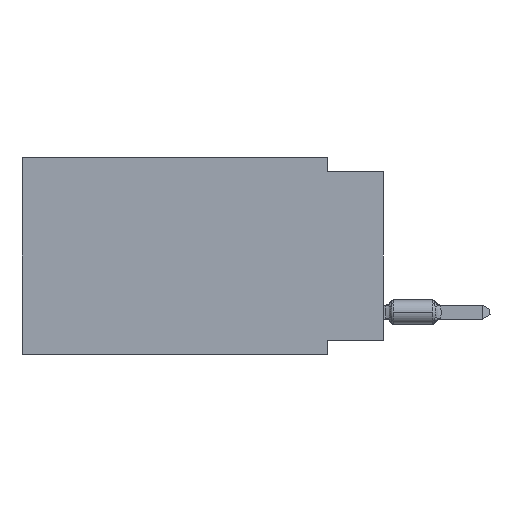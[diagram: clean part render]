
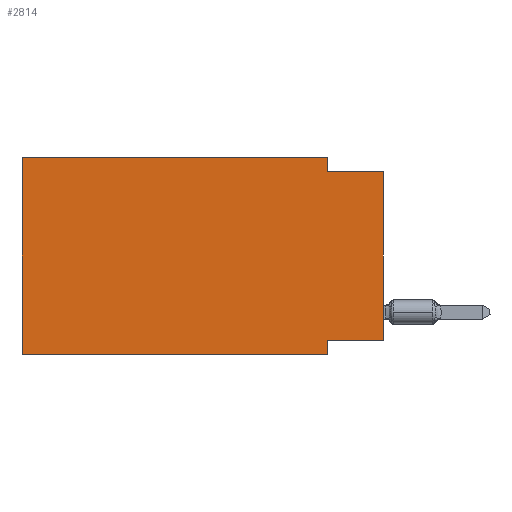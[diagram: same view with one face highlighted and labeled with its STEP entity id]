
A CAD part, left-side view. The second image highlights one B-rep face of the part: STEP entity #2814.
In plain terms, the highlighted planar face has unit normal (-1, 0, 0).
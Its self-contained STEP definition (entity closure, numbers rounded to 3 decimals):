
#1011 = EDGE_CURVE ( 'NONE', #25687, #10968, #34310, .T. ) ;
#1197 = CARTESIAN_POINT ( 'NONE',  ( 0., 0., -0.635 ) ) ;
#1332 = EDGE_CURVE ( 'NONE', #10968, #17785, #19796, .T. ) ;
#1561 = VECTOR ( 'NONE', #32806, 1000. ) ;
#1630 = VERTEX_POINT ( 'NONE', #10879 ) ;
#2320 = ORIENTED_EDGE ( 'NONE', *, *, #1011, .F. ) ;
#2609 = EDGE_LOOP ( 'NONE', ( #9092, #15672, #24883, #2320, #31403, #12634, #8391, #13493 ) ) ;
#2814 = ADVANCED_FACE ( 'NONE', ( #10477 ), #21313, .F. ) ;
#3379 = CARTESIAN_POINT ( 'NONE',  ( 0., 2.54, 0. ) ) ;
#3536 = EDGE_CURVE ( 'NONE', #14248, #21249, #23167, .T. ) ;
#3669 = VERTEX_POINT ( 'NONE', #5143 ) ;
#3773 = CARTESIAN_POINT ( 'NONE',  ( 0., 2.54, -8.89 ) ) ;
#3930 = CARTESIAN_POINT ( 'NONE',  ( 0., 16.383, -8.89 ) ) ;
#4788 = VECTOR ( 'NONE', #14946, 1000. ) ;
#5143 = CARTESIAN_POINT ( 'NONE',  ( 0., 0., -8.255 ) ) ;
#5307 = LINE ( 'NONE', #5997, #32838 ) ;
#5997 = CARTESIAN_POINT ( 'NONE',  ( 0., 0., 0. ) ) ;
#6926 = VECTOR ( 'NONE', #18926, 1000. ) ;
#7823 = VECTOR ( 'NONE', #24707, 1000. ) ;
#8067 = EDGE_CURVE ( 'NONE', #3669, #14248, #18624, .T. ) ;
#8267 = LINE ( 'NONE', #29395, #6926 ) ;
#8391 = ORIENTED_EDGE ( 'NONE', *, *, #3536, .F. ) ;
#8786 = CARTESIAN_POINT ( 'NONE',  ( 0., 2.54, -0.635 ) ) ;
#9092 = ORIENTED_EDGE ( 'NONE', *, *, #27901, .T. ) ;
#9152 = DIRECTION ( 'NONE',  ( 0., 0., 1. ) ) ;
#10227 = DIRECTION ( 'NONE',  ( 0., -1., 0. ) ) ;
#10477 = FACE_OUTER_BOUND ( 'NONE', #2609, .T. ) ;
#10879 = CARTESIAN_POINT ( 'NONE',  ( 0., 16.383, -8.89 ) ) ;
#10968 = VERTEX_POINT ( 'NONE', #11678 ) ;
#11678 = CARTESIAN_POINT ( 'NONE',  ( 0., 2.54, 0. ) ) ;
#12634 = ORIENTED_EDGE ( 'NONE', *, *, #30953, .T. ) ;
#13493 = ORIENTED_EDGE ( 'NONE', *, *, #8067, .F. ) ;
#13955 = DIRECTION ( 'NONE',  ( 0., 0., -1. ) ) ;
#14248 = VERTEX_POINT ( 'NONE', #22224 ) ;
#14946 = DIRECTION ( 'NONE',  ( 0., 0., -1. ) ) ;
#15672 = ORIENTED_EDGE ( 'NONE', *, *, #32688, .F. ) ;
#15881 = DIRECTION ( 'NONE',  ( 1., 0., 0. ) ) ;
#16239 = CARTESIAN_POINT ( 'NONE',  ( 0., 16.383, 0. ) ) ;
#17217 = LINE ( 'NONE', #3930, #22129 ) ;
#17785 = VERTEX_POINT ( 'NONE', #8786 ) ;
#18475 = VERTEX_POINT ( 'NONE', #21485 ) ;
#18624 = LINE ( 'NONE', #26661, #31802 ) ;
#18794 = DIRECTION ( 'NONE',  ( 0., 1., 0. ) ) ;
#18926 = DIRECTION ( 'NONE',  ( 0., 0., 1. ) ) ;
#19487 = DIRECTION ( 'NONE',  ( 0., -1., 0. ) ) ;
#19796 = LINE ( 'NONE', #3379, #7823 ) ;
#21249 = VERTEX_POINT ( 'NONE', #3773 ) ;
#21313 = PLANE ( 'NONE',  #22950 ) ;
#21485 = CARTESIAN_POINT ( 'NONE',  ( 0., 0., -0.635 ) ) ;
#22129 = VECTOR ( 'NONE', #19487, 1000. ) ;
#22224 = CARTESIAN_POINT ( 'NONE',  ( 0., 2.54, -8.255 ) ) ;
#22335 = LINE ( 'NONE', #1197, #1561 ) ;
#22950 = AXIS2_PLACEMENT_3D ( 'NONE', #16239, #15881, #13955 ) ;
#23167 = LINE ( 'NONE', #33802, #4788 ) ;
#24093 = EDGE_CURVE ( 'NONE', #1630, #25687, #8267, .T. ) ;
#24307 = CARTESIAN_POINT ( 'NONE',  ( 0., 16.383, 0. ) ) ;
#24707 = DIRECTION ( 'NONE',  ( 0., 0., -1. ) ) ;
#24883 = ORIENTED_EDGE ( 'NONE', *, *, #1332, .F. ) ;
#25687 = VERTEX_POINT ( 'NONE', #24307 ) ;
#26661 = CARTESIAN_POINT ( 'NONE',  ( 0., 0., -8.255 ) ) ;
#27901 = EDGE_CURVE ( 'NONE', #3669, #18475, #5307, .T. ) ;
#29395 = CARTESIAN_POINT ( 'NONE',  ( 0., 16.383, 0. ) ) ;
#30953 = EDGE_CURVE ( 'NONE', #1630, #21249, #17217, .T. ) ;
#31189 = CARTESIAN_POINT ( 'NONE',  ( 0., 16.383, 0. ) ) ;
#31403 = ORIENTED_EDGE ( 'NONE', *, *, #24093, .F. ) ;
#31802 = VECTOR ( 'NONE', #18794, 1000. ) ;
#32688 = EDGE_CURVE ( 'NONE', #17785, #18475, #22335, .T. ) ;
#32806 = DIRECTION ( 'NONE',  ( 0., -1., 0. ) ) ;
#32838 = VECTOR ( 'NONE', #9152, 1000. ) ;
#32880 = VECTOR ( 'NONE', #10227, 1000. ) ;
#33802 = CARTESIAN_POINT ( 'NONE',  ( 0., 2.54, -8.89 ) ) ;
#34310 = LINE ( 'NONE', #31189, #32880 ) ;
